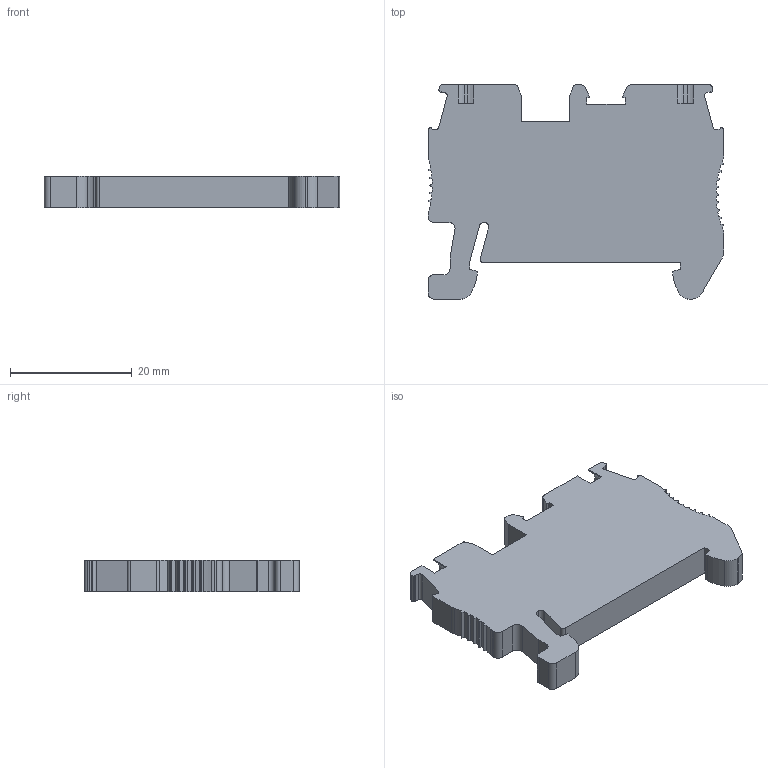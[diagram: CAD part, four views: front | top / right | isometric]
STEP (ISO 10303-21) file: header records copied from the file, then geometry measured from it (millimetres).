
FILE_DESCRIPTION(('STEP AP203'), '1');
FILE_NAME('MTS-2.5_3D', '2024-11-20T14:41:19', ('砐錪賧瘔蠈錪 Windows'), (''), 'C3D Converter', 'C3D Toolkit', '');
FILE_SCHEMA(('CONFIG_CONTROL_DESIGN'));
Length unit declared in the file: millimetre
Products named in the file (2): 3031212_st25_select81680
Assembly tree (1 placements, depth 2):
  (unnamed)
    3031212_st25_select81680
Bounding box: 48.63 x 35.25 x 5.15 mm (x, y, z)
Volume: 6592.4 mm3; surface area: 4063.2 mm2
Topology: 1 solids, 1 shells, 181 faces, 531 edges, 354 vertices
Faces by surface type: plane 108, cylinder 73
Entity records: 7564 total; most frequent: CARTESIAN_POINT 1068, ORIENTED_EDGE 1062, DIRECTION 1043, EDGE_CURVE 531, LINE 385, VECTOR 385, VERTEX_POINT 354, AXIS2_PLACEMENT_3D 329
